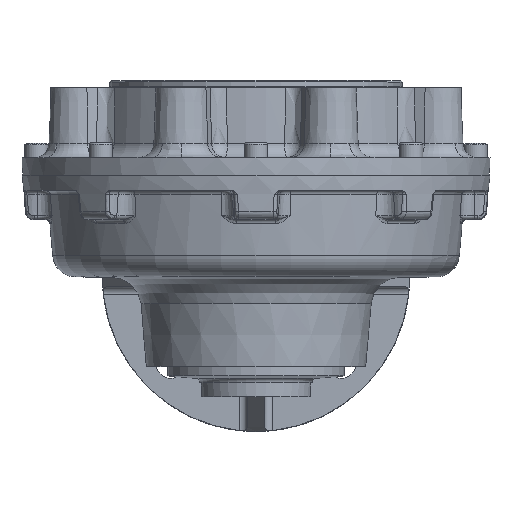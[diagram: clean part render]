
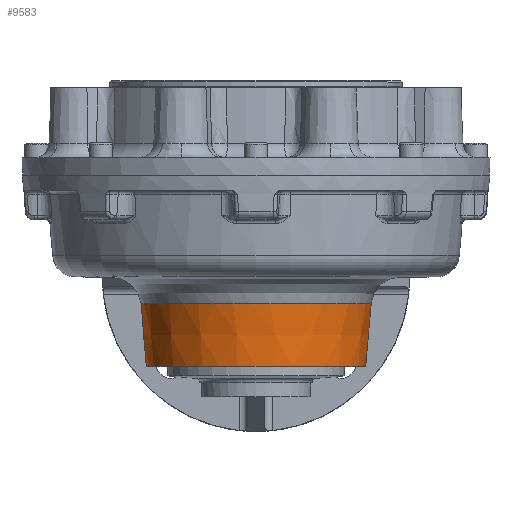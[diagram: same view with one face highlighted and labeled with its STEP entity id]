
A CAD part, top view. The second image highlights one B-rep face of the part: STEP entity #9583.
In plain terms, the highlighted conical face has half-angle 5 degrees and reference radius 80.363 mm.
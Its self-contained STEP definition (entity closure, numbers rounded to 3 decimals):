
#554=B_SPLINE_CURVE_WITH_KNOTS('',3,(#25923,#25924,#25925,#25926,#25927,
#25928,#25929,#25930,#25931,#25932,#25933,#25934,#25935,#25936,#25937,#25938,
#25939,#25940,#25941,#25942,#25943),.UNSPECIFIED.,.F.,.F.,(4,1,1,1,1,1,
1,1,1,1,1,1,1,1,1,1,1,1,4),(0.,0.125,0.188,0.25,0.313,0.375,0.438,0.469,
0.5,0.531,0.563,0.625,0.688,0.719,0.75,0.781,0.813,0.875,1.),
 .UNSPECIFIED.);
#561=B_SPLINE_CURVE_WITH_KNOTS('',3,(#26348,#26349,#26350,#26351,#26352,
#26353,#26354,#26355,#26356,#26357,#26358,#26359,#26360,#26361,#26362,#26363,
#26364,#26365,#26366),.UNSPECIFIED.,.F.,.F.,(4,1,1,1,1,1,1,1,1,1,1,1,1,
1,1,1,4),(0.,0.063,0.125,0.188,0.25,0.313,0.375,0.438,0.5,0.563,0.625,
0.688,0.75,0.813,0.875,0.938,1.),.UNSPECIFIED.);
#565=B_SPLINE_CURVE_WITH_KNOTS('',3,(#26521,#26522,#26523,#26524,#26525,
#26526,#26527,#26528,#26529,#26530,#26531,#26532,#26533,#26534,#26535,#26536,
#26537,#26538,#26539,#26540,#26541),.UNSPECIFIED.,.F.,.F.,(4,1,1,1,1,1,
1,1,1,1,1,1,1,1,1,1,1,1,4),(0.,0.125,0.188,0.219,0.25,0.281,0.313,
0.375,0.438,0.469,0.5,0.531,0.563,0.625,0.688,0.75,0.813,0.875,
1.),.UNSPECIFIED.);
#675=CONICAL_SURFACE('',#13523,80.363,0.087);
#4425=ORIENTED_EDGE('',*,*,#5732,.T.);
#4426=ORIENTED_EDGE('',*,*,#5737,.T.);
#4427=ORIENTED_EDGE('',*,*,#5720,.T.);
#4428=ORIENTED_EDGE('',*,*,#5724,.T.);
#5720=EDGE_CURVE('',#6719,#6720,#7381,.T.);
#5724=EDGE_CURVE('',#6720,#6723,#554,.T.);
#5732=EDGE_CURVE('',#6723,#6727,#561,.T.);
#5737=EDGE_CURVE('',#6727,#6719,#565,.T.);
#6719=VERTEX_POINT('',#25777);
#6720=VERTEX_POINT('',#25778);
#6723=VERTEX_POINT('',#25922);
#6727=VERTEX_POINT('',#26347);
#7381=CIRCLE('',#13428,75.);
#8145=EDGE_LOOP('',(#4425,#4426,#4427,#4428));
#8890=FACE_BOUND('',#8145,.T.);
#9583=ADVANCED_FACE('',(#8890),#675,.T.);
#13428=AXIS2_PLACEMENT_3D('',#25776,#16036,#16037);
#13523=AXIS2_PLACEMENT_3D('',#27329,#16266,#16267);
#16036=DIRECTION('',(0.,1.,0.));
#16037=DIRECTION('',(1.,0.,0.));
#16266=DIRECTION('',(0.,1.,0.));
#16267=DIRECTION('',(-1.,0.,0.));
#25776=CARTESIAN_POINT('',(0.,-61.,0.675));
#25777=CARTESIAN_POINT('',(-40.476,-61.,-62.466));
#25778=CARTESIAN_POINT('',(40.476,-61.,-62.466));
#25922=CARTESIAN_POINT('',(62.706,-17.957,-46.99));
#25923=CARTESIAN_POINT('',(40.476,-61.,-62.466));
#25924=CARTESIAN_POINT('',(41.868,-59.575,-61.721));
#25925=CARTESIAN_POINT('',(43.876,-57.345,-60.577));
#25926=CARTESIAN_POINT('',(46.383,-54.202,-59.031));
#25927=CARTESIAN_POINT('',(48.204,-51.728,-57.85));
#25928=CARTESIAN_POINT('',(49.879,-49.264,-56.714));
#25929=CARTESIAN_POINT('',(51.472,-46.731,-55.589));
#25930=CARTESIAN_POINT('',(52.718,-44.584,-54.678));
#25931=CARTESIAN_POINT('',(53.676,-42.83,-53.961));
#25932=CARTESIAN_POINT('',(54.359,-41.528,-53.443));
#25933=CARTESIAN_POINT('',(55.071,-40.115,-52.896));
#25934=CARTESIAN_POINT('',(55.964,-38.26,-52.201));
#25935=CARTESIAN_POINT('',(57.021,-35.914,-51.367));
#25936=CARTESIAN_POINT('',(57.987,-33.563,-50.596));
#25937=CARTESIAN_POINT('',(58.718,-31.654,-50.011));
#25938=CARTESIAN_POINT('',(59.226,-30.262,-49.605));
#25939=CARTESIAN_POINT('',(59.769,-28.694,-49.172));
#25940=CARTESIAN_POINT('',(60.433,-26.663,-48.648));
#25941=CARTESIAN_POINT('',(61.509,-23.077,-47.815));
#25942=CARTESIAN_POINT('',(62.267,-20.008,-47.272));
#25943=CARTESIAN_POINT('',(62.706,-17.957,-46.99));
#26347=CARTESIAN_POINT('',(-62.706,-17.957,-46.99));
#26348=CARTESIAN_POINT('',(62.706,-17.957,-46.99));
#26349=CARTESIAN_POINT('',(67.117,-17.957,-41.188));
#26350=CARTESIAN_POINT('',(74.316,-17.957,-28.352));
#26351=CARTESIAN_POINT('',(79.426,-17.957,-6.875));
#26352=CARTESIAN_POINT('',(78.454,-17.957,15.18));
#26353=CARTESIAN_POINT('',(71.476,-17.957,36.125));
#26354=CARTESIAN_POINT('',(59.025,-17.957,54.355));
#26355=CARTESIAN_POINT('',(42.054,-17.957,68.475));
#26356=CARTESIAN_POINT('',(21.864,-17.957,77.405));
#26357=CARTESIAN_POINT('',(0.,-17.957,80.459));
#26358=CARTESIAN_POINT('',(-21.864,-17.957,77.405));
#26359=CARTESIAN_POINT('',(-42.054,-17.957,68.475));
#26360=CARTESIAN_POINT('',(-59.025,-17.957,54.355));
#26361=CARTESIAN_POINT('',(-71.476,-17.957,36.125));
#26362=CARTESIAN_POINT('',(-78.454,-17.957,15.18));
#26363=CARTESIAN_POINT('',(-79.426,-17.957,-6.875));
#26364=CARTESIAN_POINT('',(-74.316,-17.957,-28.352));
#26365=CARTESIAN_POINT('',(-67.117,-17.957,-41.188));
#26366=CARTESIAN_POINT('',(-62.706,-17.957,-46.99));
#26521=CARTESIAN_POINT('',(-62.706,-17.957,-46.99));
#26522=CARTESIAN_POINT('',(-62.268,-20.005,-47.271));
#26523=CARTESIAN_POINT('',(-61.51,-23.071,-47.813));
#26524=CARTESIAN_POINT('',(-60.437,-26.652,-48.645));
#26525=CARTESIAN_POINT('',(-59.773,-28.681,-49.169));
#26526=CARTESIAN_POINT('',(-59.231,-30.247,-49.601));
#26527=CARTESIAN_POINT('',(-58.724,-31.638,-50.006));
#26528=CARTESIAN_POINT('',(-57.994,-33.546,-50.59));
#26529=CARTESIAN_POINT('',(-57.029,-35.896,-51.361));
#26530=CARTESIAN_POINT('',(-55.973,-38.24,-52.194));
#26531=CARTESIAN_POINT('',(-55.081,-40.094,-52.888));
#26532=CARTESIAN_POINT('',(-54.371,-41.506,-53.434));
#26533=CARTESIAN_POINT('',(-53.686,-42.811,-53.954));
#26534=CARTESIAN_POINT('',(-52.727,-44.567,-54.671));
#26535=CARTESIAN_POINT('',(-51.48,-46.717,-55.584));
#26536=CARTESIAN_POINT('',(-49.885,-49.255,-56.709));
#26537=CARTESIAN_POINT('',(-48.207,-51.723,-57.848));
#26538=CARTESIAN_POINT('',(-46.386,-54.198,-59.029));
#26539=CARTESIAN_POINT('',(-43.877,-57.343,-60.576));
#26540=CARTESIAN_POINT('',(-41.869,-59.574,-61.72));
#26541=CARTESIAN_POINT('',(-40.476,-61.,-62.466));
#27329=CARTESIAN_POINT('',(0.,0.3,0.675));
